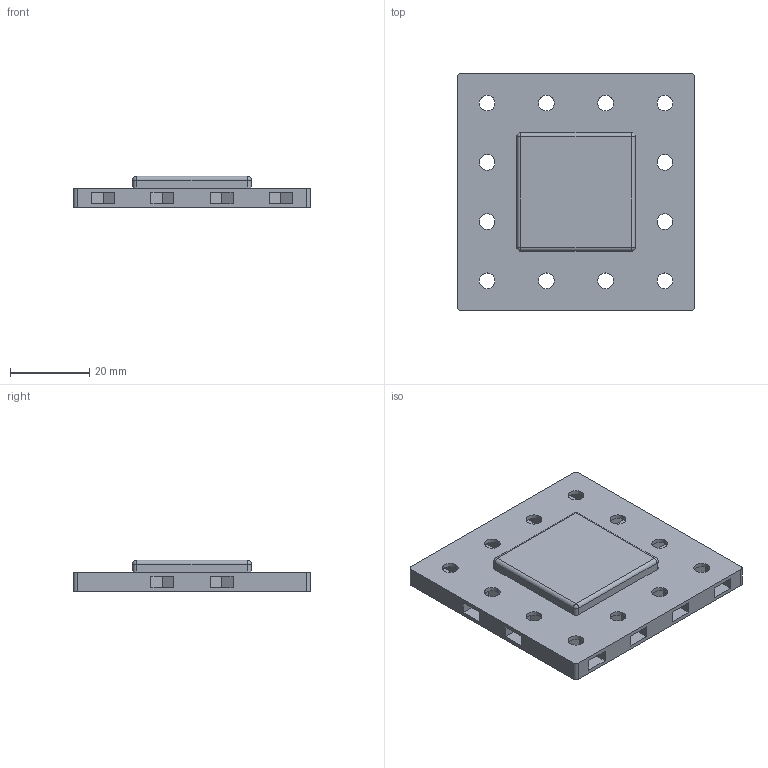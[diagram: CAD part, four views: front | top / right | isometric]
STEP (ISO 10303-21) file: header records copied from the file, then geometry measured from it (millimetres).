
FILE_DESCRIPTION(('STEP AP242'), '1');
FILE_NAME('itemConnector', '', ('UNSPECIFIED'), ('UNSPECIFIED'), 'C3D Converter', 'C3D Toolkit', '');
FILE_SCHEMA(('AP242_MANAGED_MODEL_BASED_3D_ENGINEERING_MIM_LF { 1 0 10303 442 1 1 4 }'));
Length unit declared in the file: millimetre
Bounding box: 60 x 60 x 8 mm (x, y, z)
Volume: 18276.1 mm3; surface area: 10478.2 mm2
Topology: 1 solids, 1 shells, 123 faces, 316 edges, 204 vertices
Faces by surface type: plane 83, cylinder 36, sphere 4
Full cylindrical faces by diameter (mm): 4 x24
Entity records: 3693 total; most frequent: CARTESIAN_POINT 616, DIRECTION 608, ORIENTED_EDGE 576, EDGE_CURVE 288, LINE 216, VECTOR 216, EDGE_LOOP 208, VERTEX_POINT 204
